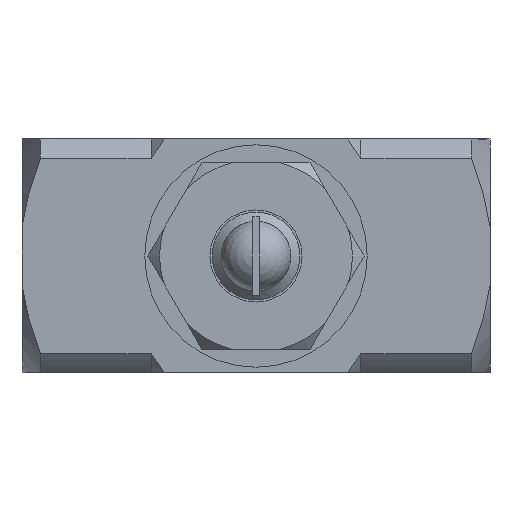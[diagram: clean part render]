
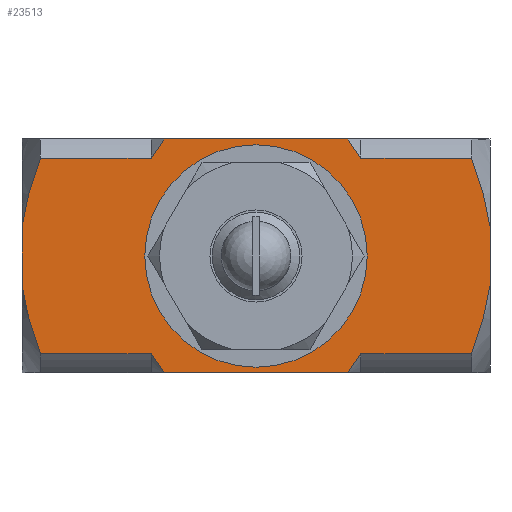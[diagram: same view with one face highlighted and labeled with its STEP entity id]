
A CAD part, front view. The second image highlights one B-rep face of the part: STEP entity #23513.
In plain terms, the highlighted planar face has unit normal (0, -1, 0).
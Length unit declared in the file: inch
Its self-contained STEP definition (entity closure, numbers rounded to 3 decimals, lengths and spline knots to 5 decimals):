
#573=FACE_BOUND('',#2248,.T.);
#739=CIRCLE('',#24909,0.297);
#846=(
BOUNDED_CURVE()
B_SPLINE_CURVE(2,(#30582,#30583,#30584),.UNSPECIFIED.,.F.,.F.)
B_SPLINE_CURVE_WITH_KNOTS((3,3),(0.93423,1.1413),
 .UNSPECIFIED.)
CURVE()
GEOMETRIC_REPRESENTATION_ITEM()
RATIONAL_B_SPLINE_CURVE((1.017,1.01,1.))
REPRESENTATION_ITEM('')
);
#847=(
BOUNDED_CURVE()
B_SPLINE_CURVE(2,(#30588,#30589,#30590),.UNSPECIFIED.,.F.,.F.)
B_SPLINE_CURVE_WITH_KNOTS((3,3),(0.,0.48194),.UNSPECIFIED.)
CURVE()
GEOMETRIC_REPRESENTATION_ITEM()
RATIONAL_B_SPLINE_CURVE((1.,1.033,1.))
REPRESENTATION_ITEM('')
);
#848=(
BOUNDED_CURVE()
B_SPLINE_CURVE(2,(#30594,#30595,#30596),.UNSPECIFIED.,.F.,.F.)
B_SPLINE_CURVE_WITH_KNOTS((3,3),(0.,0.48194),.UNSPECIFIED.)
CURVE()
GEOMETRIC_REPRESENTATION_ITEM()
RATIONAL_B_SPLINE_CURVE((1.,1.033,1.))
REPRESENTATION_ITEM('')
);
#849=(
BOUNDED_CURVE()
B_SPLINE_CURVE(2,(#30600,#30601,#30602),.UNSPECIFIED.,.F.,.F.)
B_SPLINE_CURVE_WITH_KNOTS((3,3),(0.,0.20739),.UNSPECIFIED.)
CURVE()
GEOMETRIC_REPRESENTATION_ITEM()
RATIONAL_B_SPLINE_CURVE((1.,1.01,1.017))
REPRESENTATION_ITEM('')
);
#850=(
BOUNDED_CURVE()
B_SPLINE_CURVE(2,(#30606,#30607,#30608),.UNSPECIFIED.,.F.,.F.)
B_SPLINE_CURVE_WITH_KNOTS((3,3),(0.93391,1.1413),
 .UNSPECIFIED.)
CURVE()
GEOMETRIC_REPRESENTATION_ITEM()
RATIONAL_B_SPLINE_CURVE((1.017,1.01,1.))
REPRESENTATION_ITEM('')
);
#851=(
BOUNDED_CURVE()
B_SPLINE_CURVE(2,(#30611,#30612,#30613),.UNSPECIFIED.,.F.,.F.)
B_SPLINE_CURVE_WITH_KNOTS((3,3),(0.,0.48194),.UNSPECIFIED.)
CURVE()
GEOMETRIC_REPRESENTATION_ITEM()
RATIONAL_B_SPLINE_CURVE((1.,1.033,1.))
REPRESENTATION_ITEM('')
);
#852=(
BOUNDED_CURVE()
B_SPLINE_CURVE(2,(#30615,#30616,#30617),.UNSPECIFIED.,.F.,.F.)
B_SPLINE_CURVE_WITH_KNOTS((3,3),(0.,0.48194),.UNSPECIFIED.)
CURVE()
GEOMETRIC_REPRESENTATION_ITEM()
RATIONAL_B_SPLINE_CURVE((1.,1.033,1.))
REPRESENTATION_ITEM('')
);
#853=(
BOUNDED_CURVE()
B_SPLINE_CURVE(2,(#30621,#30622,#30623),.UNSPECIFIED.,.F.,.F.)
B_SPLINE_CURVE_WITH_KNOTS((3,3),(0.,0.20707),.UNSPECIFIED.)
CURVE()
GEOMETRIC_REPRESENTATION_ITEM()
RATIONAL_B_SPLINE_CURVE((1.,1.01,1.017))
REPRESENTATION_ITEM('')
);
#902=FACE_OUTER_BOUND('',#2247,.T.);
#2247=EDGE_LOOP('',(#15605,#15606,#15607,#15608,#15609,#15610,#15611,#15612,
#15613,#15614,#15615,#15616,#15617,#15618,#15619,#15620));
#2248=EDGE_LOOP('',(#15621));
#3759=LINE('',#30549,#6259);
#3763=LINE('',#30586,#6263);
#3764=LINE('',#30592,#6264);
#3765=LINE('',#30598,#6265);
#3766=LINE('',#30604,#6266);
#3767=LINE('',#30610,#6267);
#3768=LINE('',#30619,#6268);
#3769=LINE('',#30624,#6269);
#6259=VECTOR('',#25949,0.3937);
#6263=VECTOR('',#25959,0.3937);
#6264=VECTOR('',#25960,0.3937);
#6265=VECTOR('',#25961,0.3937);
#6266=VECTOR('',#25962,0.3937);
#6267=VECTOR('',#25963,0.3937);
#6268=VECTOR('',#25964,0.3937);
#6269=VECTOR('',#25965,0.3937);
#9654=VERTEX_POINT('',#30537);
#9659=VERTEX_POINT('',#30547);
#9668=VERTEX_POINT('',#30580);
#9669=VERTEX_POINT('',#30581);
#9670=VERTEX_POINT('',#30585);
#9671=VERTEX_POINT('',#30587);
#9672=VERTEX_POINT('',#30591);
#9673=VERTEX_POINT('',#30593);
#9674=VERTEX_POINT('',#30597);
#9675=VERTEX_POINT('',#30599);
#9676=VERTEX_POINT('',#30603);
#9677=VERTEX_POINT('',#30605);
#9678=VERTEX_POINT('',#30609);
#9679=VERTEX_POINT('',#30614);
#9680=VERTEX_POINT('',#30618);
#9681=VERTEX_POINT('',#30620);
#9682=VERTEX_POINT('',#30625);
#12044=EDGE_CURVE('',#9659,#9654,#3759,.T.);
#12053=EDGE_CURVE('',#9668,#9669,#846,.T.);
#12054=EDGE_CURVE('',#9669,#9670,#3763,.T.);
#12055=EDGE_CURVE('',#9670,#9671,#847,.T.);
#12056=EDGE_CURVE('',#9672,#9671,#3764,.T.);
#12057=EDGE_CURVE('',#9672,#9673,#848,.T.);
#12058=EDGE_CURVE('',#9673,#9674,#3765,.T.);
#12059=EDGE_CURVE('',#9674,#9675,#849,.T.);
#12060=EDGE_CURVE('',#9676,#9675,#3766,.T.);
#12061=EDGE_CURVE('',#9676,#9677,#850,.T.);
#12062=EDGE_CURVE('',#9677,#9678,#3767,.T.);
#12063=EDGE_CURVE('',#9678,#9654,#851,.T.);
#12064=EDGE_CURVE('',#9659,#9679,#852,.T.);
#12065=EDGE_CURVE('',#9679,#9680,#3768,.T.);
#12066=EDGE_CURVE('',#9680,#9681,#853,.T.);
#12067=EDGE_CURVE('',#9668,#9681,#3769,.T.);
#12068=EDGE_CURVE('',#9682,#9682,#739,.T.);
#15605=ORIENTED_EDGE('',*,*,#12053,.T.);
#15606=ORIENTED_EDGE('',*,*,#12054,.T.);
#15607=ORIENTED_EDGE('',*,*,#12055,.T.);
#15608=ORIENTED_EDGE('',*,*,#12056,.F.);
#15609=ORIENTED_EDGE('',*,*,#12057,.T.);
#15610=ORIENTED_EDGE('',*,*,#12058,.T.);
#15611=ORIENTED_EDGE('',*,*,#12059,.T.);
#15612=ORIENTED_EDGE('',*,*,#12060,.F.);
#15613=ORIENTED_EDGE('',*,*,#12061,.T.);
#15614=ORIENTED_EDGE('',*,*,#12062,.T.);
#15615=ORIENTED_EDGE('',*,*,#12063,.T.);
#15616=ORIENTED_EDGE('',*,*,#12044,.F.);
#15617=ORIENTED_EDGE('',*,*,#12064,.T.);
#15618=ORIENTED_EDGE('',*,*,#12065,.T.);
#15619=ORIENTED_EDGE('',*,*,#12066,.T.);
#15620=ORIENTED_EDGE('',*,*,#12067,.F.);
#15621=ORIENTED_EDGE('',*,*,#12068,.T.);
#22671=PLANE('',#24908);
#23513=ADVANCED_FACE('',(#902,#573),#22671,.T.);
#24908=AXIS2_PLACEMENT_3D('',#30579,#25957,#25958);
#24909=AXIS2_PLACEMENT_3D('',#30626,#25966,#25967);
#25949=DIRECTION('',(0.,0.,1.));
#25957=DIRECTION('center_axis',(0.,-1.,0.));
#25958=DIRECTION('ref_axis',(0.,0.,-1.));
#25959=DIRECTION('',(1.,0.,0.));
#25960=DIRECTION('',(0.,0.,-1.));
#25961=DIRECTION('',(-1.,0.,0.));
#25962=DIRECTION('',(1.,0.,0.));
#25963=DIRECTION('',(-1.,0.,0.));
#25964=DIRECTION('',(1.,0.,0.));
#25965=DIRECTION('',(-1.,0.,0.));
#25966=DIRECTION('center_axis',(0.,1.,0.));
#25967=DIRECTION('ref_axis',(-1.,0.,0.));
#30537=CARTESIAN_POINT('',(-0.625,-0.3125,0.07776));
#30547=CARTESIAN_POINT('',(-0.625,-0.3125,-0.07785));
#30549=CARTESIAN_POINT('',(-0.625,-0.3125,-0.3125));
#30579=CARTESIAN_POINT('Origin',(0.,-0.3125,0.3125));
#30580=CARTESIAN_POINT('',(0.24512,-0.3125,-0.3125));
#30581=CARTESIAN_POINT('',(0.28,-0.3125,-0.26084));
#30582=CARTESIAN_POINT('Ctrl Pts',(0.24512,-0.3125,-0.3125));
#30583=CARTESIAN_POINT('Ctrl Pts',(0.26413,-0.3125,-0.28561));
#30584=CARTESIAN_POINT('Ctrl Pts',(0.28,-0.3125,-0.26084));
#30585=CARTESIAN_POINT('',(0.57593,-0.3125,-0.26084));
#30586=CARTESIAN_POINT('',(0.42796,-0.3125,-0.26084));
#30587=CARTESIAN_POINT('',(0.625,-0.3125,-0.07785));
#30588=CARTESIAN_POINT('Ctrl Pts',(0.57593,-0.3125,-0.26084));
#30589=CARTESIAN_POINT('Ctrl Pts',(0.61372,-0.3125,-0.15868));
#30590=CARTESIAN_POINT('Ctrl Pts',(0.625,-0.3125,-0.07785));
#30591=CARTESIAN_POINT('',(0.625,-0.3125,0.07776));
#30592=CARTESIAN_POINT('',(0.625,-0.3125,-0.3125));
#30593=CARTESIAN_POINT('',(0.57593,-0.3125,0.26076));
#30594=CARTESIAN_POINT('Ctrl Pts',(0.625,-0.3125,0.07776));
#30595=CARTESIAN_POINT('Ctrl Pts',(0.61372,-0.3125,0.15859));
#30596=CARTESIAN_POINT('Ctrl Pts',(0.57593,-0.3125,0.26076));
#30597=CARTESIAN_POINT('',(0.28,-0.3125,0.26076));
#30598=CARTESIAN_POINT('',(0.42796,-0.3125,0.26076));
#30599=CARTESIAN_POINT('',(0.24506,-0.3125,0.3125));
#30600=CARTESIAN_POINT('Ctrl Pts',(0.28,-0.3125,0.26076));
#30601=CARTESIAN_POINT('Ctrl Pts',(0.26411,-0.3125,0.28557));
#30602=CARTESIAN_POINT('Ctrl Pts',(0.24506,-0.3125,0.3125));
#30603=CARTESIAN_POINT('',(-0.24506,-0.3125,0.3125));
#30604=CARTESIAN_POINT('',(0.,-0.3125,0.3125));
#30605=CARTESIAN_POINT('',(-0.28,-0.3125,0.26076));
#30606=CARTESIAN_POINT('Ctrl Pts',(-0.24506,-0.3125,0.3125));
#30607=CARTESIAN_POINT('Ctrl Pts',(-0.26411,-0.3125,0.28557));
#30608=CARTESIAN_POINT('Ctrl Pts',(-0.28,-0.3125,0.26076));
#30609=CARTESIAN_POINT('',(-0.57593,-0.3125,0.26076));
#30610=CARTESIAN_POINT('',(-0.42796,-0.3125,0.26076));
#30611=CARTESIAN_POINT('Ctrl Pts',(-0.57593,-0.3125,0.26076));
#30612=CARTESIAN_POINT('Ctrl Pts',(-0.61372,-0.3125,0.15859));
#30613=CARTESIAN_POINT('Ctrl Pts',(-0.625,-0.3125,0.07776));
#30614=CARTESIAN_POINT('',(-0.57593,-0.3125,-0.26084));
#30615=CARTESIAN_POINT('Ctrl Pts',(-0.625,-0.3125,-0.07785));
#30616=CARTESIAN_POINT('Ctrl Pts',(-0.61372,-0.3125,-0.15868));
#30617=CARTESIAN_POINT('Ctrl Pts',(-0.57593,-0.3125,-0.26084));
#30618=CARTESIAN_POINT('',(-0.28,-0.3125,-0.26084));
#30619=CARTESIAN_POINT('',(-0.42796,-0.3125,-0.26084));
#30620=CARTESIAN_POINT('',(-0.24512,-0.3125,-0.3125));
#30621=CARTESIAN_POINT('Ctrl Pts',(-0.28,-0.3125,-0.26084));
#30622=CARTESIAN_POINT('Ctrl Pts',(-0.26413,-0.3125,-0.28561));
#30623=CARTESIAN_POINT('Ctrl Pts',(-0.24512,-0.3125,-0.3125));
#30624=CARTESIAN_POINT('',(0.,-0.3125,-0.3125));
#30625=CARTESIAN_POINT('',(0.297,-0.3125,0.));
#30626=CARTESIAN_POINT('Origin',(0.,-0.3125,0.));
